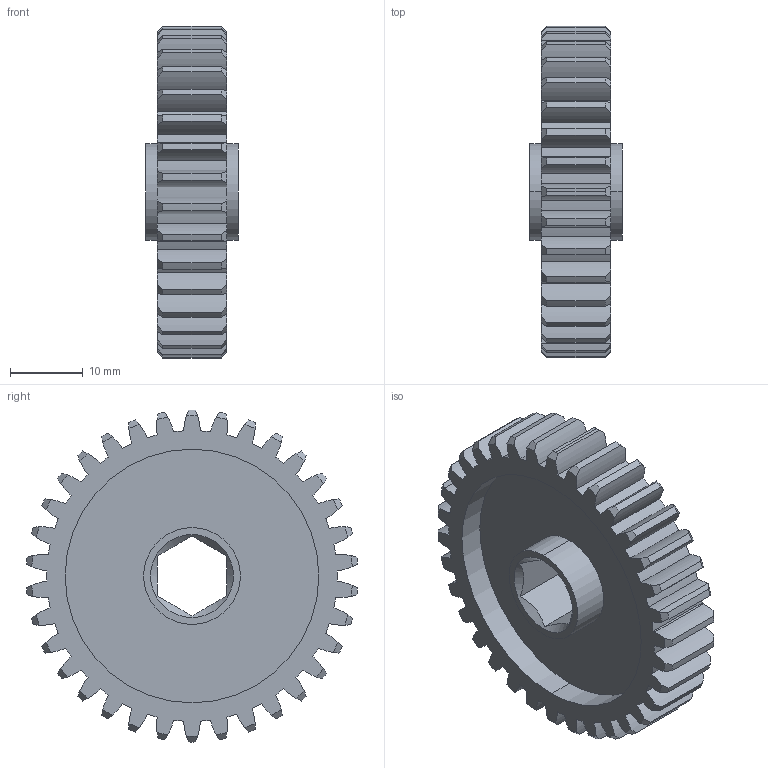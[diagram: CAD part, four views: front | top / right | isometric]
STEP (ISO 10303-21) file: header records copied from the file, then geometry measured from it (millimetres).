
FILE_DESCRIPTION (( 'STEP AP203' ), '1' );
FILE_NAME ('am-3537 34T 20DP 375hex 375 FW.STEP', '2022-06-22T19:40:22', ( '' ), ( '' ), 'SwSTEP 2.0', 'SolidWorks 2021', '' );
FILE_SCHEMA (( 'CONFIG_CONTROL_DESIGN' ));
Length unit declared in the file: inch
Products named in the file (1): am-3537 34T 20DP 375hex 375 FW
Bounding box: 12.7 x 45.6 x 45.72 mm (x, y, z)
Volume: 7336.7 mm3; surface area: 6916.8 mm2
Topology: 1 solids, 1 shells, 233 faces, 677 edges, 450 vertices
Faces by surface type: cylinder 149, cone 72, plane 12
Entity records: 8208 total; most frequent: CARTESIAN_POINT 1893, DIRECTION 1367, ORIENTED_EDGE 1354, EDGE_CURVE 677, AXIS2_PLACEMENT_3D 604, VERTEX_POINT 450, CIRCLE 370, EDGE_LOOP 239
